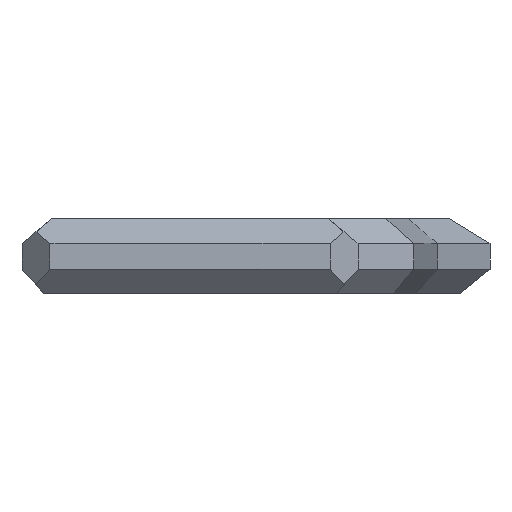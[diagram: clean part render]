
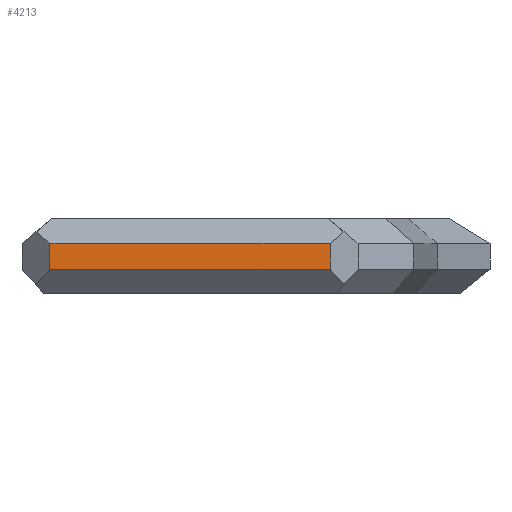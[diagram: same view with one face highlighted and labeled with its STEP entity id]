
A CAD part, left-side view. The second image highlights one B-rep face of the part: STEP entity #4213.
In plain terms, the highlighted planar face has unit normal (-1, 0, 0).
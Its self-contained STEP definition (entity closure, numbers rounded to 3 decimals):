
#118 = VECTOR ( 'NONE', #755, 1000. ) ;
#188 = DIRECTION ( 'NONE',  ( 0., -1., 0. ) ) ;
#357 = LINE ( 'NONE', #1350, #6010 ) ;
#486 = DIRECTION ( 'NONE',  ( 0., 0., 1. ) ) ;
#532 = VERTEX_POINT ( 'NONE', #3987 ) ;
#576 = CARTESIAN_POINT ( 'NONE',  ( -154.074, -15.121, 6. ) ) ;
#648 = AXIS2_PLACEMENT_3D ( 'NONE', #691, #2701, #5328 ) ;
#691 = CARTESIAN_POINT ( 'NONE',  ( -154.074, -81.375, 12.5 ) ) ;
#755 = DIRECTION ( 'NONE',  ( 0., -1., 0. ) ) ;
#865 = CARTESIAN_POINT ( 'NONE',  ( -154.074, 2.879, 6. ) ) ;
#916 = ORIENTED_EDGE ( 'NONE', *, *, #3451, .F. ) ;
#1091 = VECTOR ( 'NONE', #1514, 1000. ) ;
#1248 = CARTESIAN_POINT ( 'NONE',  ( -154.074, 2.879, 6. ) ) ;
#1330 = VERTEX_POINT ( 'NONE', #576 ) ;
#1350 = CARTESIAN_POINT ( 'NONE',  ( -154.074, -4.121, -11.3 ) ) ;
#1514 = DIRECTION ( 'NONE',  ( 0., 0., 1. ) ) ;
#1616 = CARTESIAN_POINT ( 'NONE',  ( -154.074, -4.121, 6. ) ) ;
#2270 = PLANE ( 'NONE',  #648 ) ;
#2317 = DIRECTION ( 'NONE',  ( 0., -1., 0. ) ) ;
#2347 = EDGE_CURVE ( 'NONE', #5368, #532, #5585, .T. ) ;
#2691 = CARTESIAN_POINT ( 'NONE',  ( -154.074, -15.121, 12.5 ) ) ;
#2701 = DIRECTION ( 'NONE',  ( -1., 0., 0. ) ) ;
#2758 = ORIENTED_EDGE ( 'NONE', *, *, #3825, .T. ) ;
#2850 = EDGE_CURVE ( 'NONE', #5870, #1330, #6368, .T. ) ;
#3185 = FACE_OUTER_BOUND ( 'NONE', #4423, .T. ) ;
#3377 = CARTESIAN_POINT ( 'NONE',  ( -154.074, -4.121, 12.5 ) ) ;
#3451 = EDGE_CURVE ( 'NONE', #5975, #532, #4730, .T. ) ;
#3536 = EDGE_CURVE ( 'NONE', #6121, #5975, #4629, .T. ) ;
#3825 = EDGE_CURVE ( 'NONE', #1330, #5368, #6184, .T. ) ;
#3987 = CARTESIAN_POINT ( 'NONE',  ( -154.074, -74.375, 12.5 ) ) ;
#4145 = CARTESIAN_POINT ( 'NONE',  ( -154.074, -15.121, 12.5 ) ) ;
#4181 = ORIENTED_EDGE ( 'NONE', *, *, #4340, .F. ) ;
#4202 = DIRECTION ( 'NONE',  ( 0., -1., 0. ) ) ;
#4213 = ADVANCED_FACE ( 'NONE', ( #3185 ), #2270, .T. ) ;
#4321 = ORIENTED_EDGE ( 'NONE', *, *, #2850, .T. ) ;
#4340 = EDGE_CURVE ( 'NONE', #5870, #6121, #357, .T. ) ;
#4423 = EDGE_LOOP ( 'NONE', ( #6420, #916, #6480, #4181, #4321, #2758 ) ) ;
#4629 = LINE ( 'NONE', #2691, #6113 ) ;
#4665 = CARTESIAN_POINT ( 'NONE',  ( -154.074, -15.121, 12.5 ) ) ;
#4730 = LINE ( 'NONE', #4665, #4825 ) ;
#4825 = VECTOR ( 'NONE', #188, 1000. ) ;
#5001 = VECTOR ( 'NONE', #2317, 1000. ) ;
#5328 = DIRECTION ( 'NONE',  ( 0., 1., 0. ) ) ;
#5368 = VERTEX_POINT ( 'NONE', #5640 ) ;
#5585 = LINE ( 'NONE', #6505, #1091 ) ;
#5640 = CARTESIAN_POINT ( 'NONE',  ( -154.074, -74.375, 6. ) ) ;
#5870 = VERTEX_POINT ( 'NONE', #1616 ) ;
#5975 = VERTEX_POINT ( 'NONE', #4145 ) ;
#6010 = VECTOR ( 'NONE', #486, 1000. ) ;
#6113 = VECTOR ( 'NONE', #4202, 1000. ) ;
#6121 = VERTEX_POINT ( 'NONE', #3377 ) ;
#6184 = LINE ( 'NONE', #1248, #118 ) ;
#6368 = LINE ( 'NONE', #865, #5001 ) ;
#6420 = ORIENTED_EDGE ( 'NONE', *, *, #2347, .T. ) ;
#6480 = ORIENTED_EDGE ( 'NONE', *, *, #3536, .F. ) ;
#6505 = CARTESIAN_POINT ( 'NONE',  ( -154.074, -74.375, -11.3 ) ) ;
